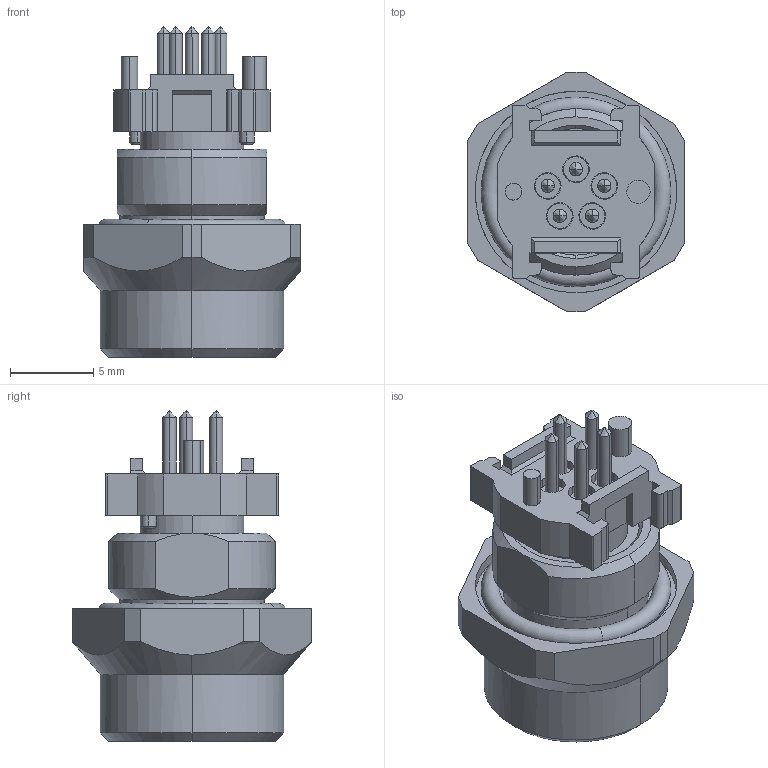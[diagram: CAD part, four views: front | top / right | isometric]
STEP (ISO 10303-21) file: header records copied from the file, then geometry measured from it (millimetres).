
FILE_DESCRIPTION(('CATIA V5R24 STEP','CAx-IF Rec.Pracs.--- Model Styling and Organization---1.2---2011-12-15'),'2;1');
FILE_NAME ('D1461873_0_2423250000_2423250000.stp','2017-09-13T13:18:14+00:00',('none'),('Weidmueller'),'CATIA Version 5-6 Release 2014 SP4 HF52','CATIA V5 STEP AP214','none');
FILE_SCHEMA(('AUTOMOTIVE_DESIGN { 1 0 10303 214 1 1 1 1 }'));
Length unit declared in the file: millimetre
Products named in the file (1): 2423250000
Bounding box: 13 x 14.4 x 19.85 mm (x, y, z)
Volume: 1347.9 mm3; surface area: 1818 mm2
Topology: 4 solids, 4 shells, 327 faces, 813 edges, 499 vertices
Faces by surface type: bspline 214, plane 95, torus 10, cylinder 8
Entity records: 9890 total; most frequent: CARTESIAN_POINT 4675, ORIENTED_EDGE 1586, EDGE_CURVE 793, VERTEX_POINT 499, DIRECTION 431, EDGE_LOOP 358, ADVANCED_FACE 327, FACE_OUTER_BOUND 327
